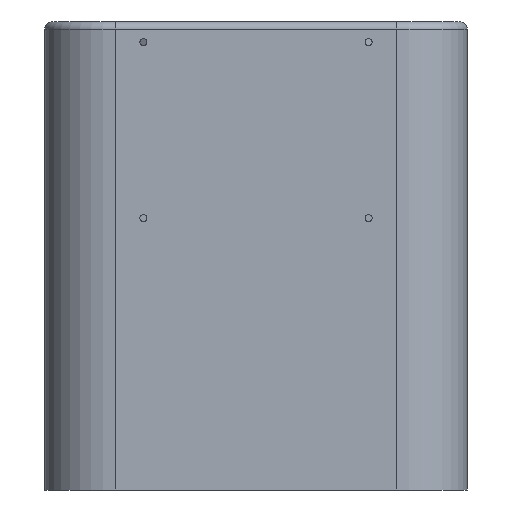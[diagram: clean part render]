
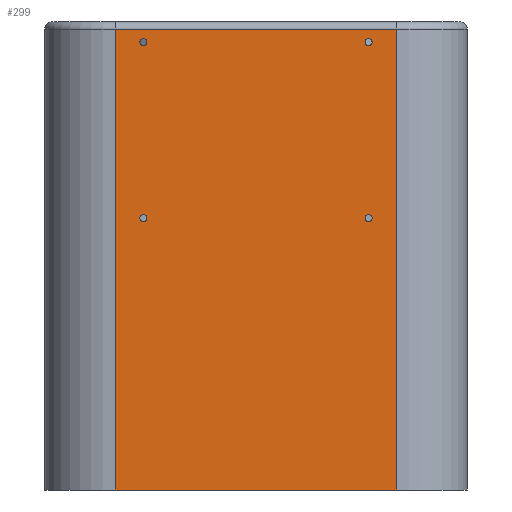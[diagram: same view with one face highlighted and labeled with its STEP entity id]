
A CAD part, front view. The second image highlights one B-rep face of the part: STEP entity #299.
In plain terms, the highlighted planar face has unit normal (0, -1, 0).
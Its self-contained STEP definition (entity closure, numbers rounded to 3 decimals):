
#43 = CARTESIAN_POINT ( 'NONE',  ( -32., -79., -2.75 ) ) ;
#162 = CIRCLE ( 'NONE', #1097, 1. ) ;
#248 = VECTOR ( 'NONE', #3325, 1000. ) ;
#299 = ADVANCED_FACE ( 'NONE', ( #1513, #2591, #1857, #554, #2546 ), #3223, .F. ) ;
#364 = EDGE_CURVE ( 'NONE', #788, #1862, #2025, .T. ) ;
#401 = CARTESIAN_POINT ( 'NONE',  ( 32., -79., -4.75 ) ) ;
#425 = ORIENTED_EDGE ( 'NONE', *, *, #438, .F. ) ;
#438 = EDGE_CURVE ( 'NONE', #3160, #3941, #2560, .T. ) ;
#462 = EDGE_CURVE ( 'NONE', #2669, #3110, #3680, .T. ) ;
#541 = EDGE_LOOP ( 'NONE', ( #1490, #857 ) ) ;
#554 = FACE_BOUND ( 'NONE', #3108, .T. ) ;
#580 = CIRCLE ( 'NONE', #1672, 1. ) ;
#630 = CARTESIAN_POINT ( 'NONE',  ( 40., -79., -131. ) ) ;
#636 = DIRECTION ( 'NONE',  ( 0., -1., 0. ) ) ;
#660 = CARTESIAN_POINT ( 'NONE',  ( 32., -79., -3.75 ) ) ;
#732 = CARTESIAN_POINT ( 'NONE',  ( -40., -79., -131. ) ) ;
#788 = VERTEX_POINT ( 'NONE', #2838 ) ;
#824 = EDGE_CURVE ( 'NONE', #2661, #3599, #2973, .T. ) ;
#839 = EDGE_CURVE ( 'NONE', #3599, #2661, #957, .T. ) ;
#857 = ORIENTED_EDGE ( 'NONE', *, *, #4226, .F. ) ;
#934 = DIRECTION ( 'NONE',  ( 0., -1., 0. ) ) ;
#949 = DIRECTION ( 'NONE',  ( 0., 0., -1. ) ) ;
#957 = CIRCLE ( 'NONE', #2620, 1. ) ;
#988 = DIRECTION ( 'NONE',  ( 1., 0., 0. ) ) ;
#1005 = DIRECTION ( 'NONE',  ( -1., 0., 0. ) ) ;
#1015 = AXIS2_PLACEMENT_3D ( 'NONE', #2646, #2283, #2301 ) ;
#1041 = ORIENTED_EDGE ( 'NONE', *, *, #4287, .F. ) ;
#1065 = AXIS2_PLACEMENT_3D ( 'NONE', #2207, #2880, #4256 ) ;
#1097 = AXIS2_PLACEMENT_3D ( 'NONE', #660, #636, #4445 ) ;
#1120 = ORIENTED_EDGE ( 'NONE', *, *, #1748, .F. ) ;
#1153 = DIRECTION ( 'NONE',  ( 0., -1., 0. ) ) ;
#1253 = DIRECTION ( 'NONE',  ( 0., -1., 0. ) ) ;
#1273 = CARTESIAN_POINT ( 'NONE',  ( 32., -79., -53.75 ) ) ;
#1349 = CARTESIAN_POINT ( 'NONE',  ( -40., -79., 0. ) ) ;
#1376 = VERTEX_POINT ( 'NONE', #401 ) ;
#1403 = VECTOR ( 'NONE', #2250, 1000. ) ;
#1420 = CARTESIAN_POINT ( 'NONE',  ( -32., -79., -3.75 ) ) ;
#1490 = ORIENTED_EDGE ( 'NONE', *, *, #3080, .F. ) ;
#1513 = FACE_BOUND ( 'NONE', #2464, .T. ) ;
#1523 = CARTESIAN_POINT ( 'NONE',  ( -32., -79., -53.75 ) ) ;
#1533 = CARTESIAN_POINT ( 'NONE',  ( -40., -79., 2. ) ) ;
#1555 = AXIS2_PLACEMENT_3D ( 'NONE', #3708, #4070, #1988 ) ;
#1557 = ORIENTED_EDGE ( 'NONE', *, *, #462, .T. ) ;
#1672 = AXIS2_PLACEMENT_3D ( 'NONE', #3334, #2266, #949 ) ;
#1738 = EDGE_LOOP ( 'NONE', ( #1120, #2371, #1776, #1557 ) ) ;
#1748 = EDGE_CURVE ( 'NONE', #788, #3110, #4071, .T. ) ;
#1776 = ORIENTED_EDGE ( 'NONE', *, *, #1914, .T. ) ;
#1795 = EDGE_CURVE ( 'NONE', #3941, #3160, #2128, .T. ) ;
#1810 = AXIS2_PLACEMENT_3D ( 'NONE', #1523, #1153, #4269 ) ;
#1857 = FACE_BOUND ( 'NONE', #541, .T. ) ;
#1862 = VERTEX_POINT ( 'NONE', #3170 ) ;
#1914 = EDGE_CURVE ( 'NONE', #1862, #2669, #2878, .T. ) ;
#1987 = AXIS2_PLACEMENT_3D ( 'NONE', #1420, #3130, #3845 ) ;
#1988 = DIRECTION ( 'NONE',  ( 0., 0., -1. ) ) ;
#1992 = VERTEX_POINT ( 'NONE', #2157 ) ;
#2025 = LINE ( 'NONE', #1349, #3920 ) ;
#2128 = CIRCLE ( 'NONE', #1987, 1. ) ;
#2149 = VERTEX_POINT ( 'NONE', #4408 ) ;
#2157 = CARTESIAN_POINT ( 'NONE',  ( -32., -79., -54.75 ) ) ;
#2207 = CARTESIAN_POINT ( 'NONE',  ( -40., -79., 2. ) ) ;
#2213 = ORIENTED_EDGE ( 'NONE', *, *, #4085, .F. ) ;
#2250 = DIRECTION ( 'NONE',  ( 0., 0., -1. ) ) ;
#2266 = DIRECTION ( 'NONE',  ( 0., -1., 0. ) ) ;
#2283 = DIRECTION ( 'NONE',  ( 0., -1., 0. ) ) ;
#2286 = EDGE_LOOP ( 'NONE', ( #2890, #425 ) ) ;
#2301 = DIRECTION ( 'NONE',  ( 0., 0., -1. ) ) ;
#2336 = CARTESIAN_POINT ( 'NONE',  ( 32., -79., -53.75 ) ) ;
#2371 = ORIENTED_EDGE ( 'NONE', *, *, #364, .T. ) ;
#2464 = EDGE_LOOP ( 'NONE', ( #1041, #2213 ) ) ;
#2480 = CARTESIAN_POINT ( 'NONE',  ( 32., -79., -52.75 ) ) ;
#2546 = FACE_OUTER_BOUND ( 'NONE', #1738, .T. ) ;
#2560 = CIRCLE ( 'NONE', #1555, 1. ) ;
#2591 = FACE_BOUND ( 'NONE', #2286, .T. ) ;
#2620 = AXIS2_PLACEMENT_3D ( 'NONE', #1273, #1253, #3636 ) ;
#2646 = CARTESIAN_POINT ( 'NONE',  ( 32., -79., -3.75 ) ) ;
#2661 = VERTEX_POINT ( 'NONE', #3119 ) ;
#2669 = VERTEX_POINT ( 'NONE', #732 ) ;
#2812 = CIRCLE ( 'NONE', #1810, 1. ) ;
#2838 = CARTESIAN_POINT ( 'NONE',  ( 40., -79., 0. ) ) ;
#2878 = LINE ( 'NONE', #1533, #1403 ) ;
#2880 = DIRECTION ( 'NONE',  ( 0., 1., 0. ) ) ;
#2890 = ORIENTED_EDGE ( 'NONE', *, *, #1795, .F. ) ;
#2973 = CIRCLE ( 'NONE', #3045, 1. ) ;
#2976 = CARTESIAN_POINT ( 'NONE',  ( 40., -79., 2. ) ) ;
#3045 = AXIS2_PLACEMENT_3D ( 'NONE', #2336, #934, #4343 ) ;
#3080 = EDGE_CURVE ( 'NONE', #1376, #2149, #162, .T. ) ;
#3108 = EDGE_LOOP ( 'NONE', ( #3580, #3432 ) ) ;
#3110 = VERTEX_POINT ( 'NONE', #4096 ) ;
#3119 = CARTESIAN_POINT ( 'NONE',  ( 32., -79., -54.75 ) ) ;
#3130 = DIRECTION ( 'NONE',  ( 0., -1., 0. ) ) ;
#3160 = VERTEX_POINT ( 'NONE', #43 ) ;
#3170 = CARTESIAN_POINT ( 'NONE',  ( -40., -79., 0. ) ) ;
#3223 = PLANE ( 'NONE',  #1065 ) ;
#3251 = CIRCLE ( 'NONE', #1015, 1. ) ;
#3325 = DIRECTION ( 'NONE',  ( 0., 0., -1. ) ) ;
#3334 = CARTESIAN_POINT ( 'NONE',  ( -32., -79., -53.75 ) ) ;
#3397 = VERTEX_POINT ( 'NONE', #3726 ) ;
#3432 = ORIENTED_EDGE ( 'NONE', *, *, #839, .F. ) ;
#3580 = ORIENTED_EDGE ( 'NONE', *, *, #824, .F. ) ;
#3599 = VERTEX_POINT ( 'NONE', #2480 ) ;
#3636 = DIRECTION ( 'NONE',  ( 0., 0., -1. ) ) ;
#3680 = LINE ( 'NONE', #630, #4059 ) ;
#3708 = CARTESIAN_POINT ( 'NONE',  ( -32., -79., -3.75 ) ) ;
#3726 = CARTESIAN_POINT ( 'NONE',  ( -32., -79., -52.75 ) ) ;
#3837 = CARTESIAN_POINT ( 'NONE',  ( -32., -79., -4.75 ) ) ;
#3845 = DIRECTION ( 'NONE',  ( 0., 0., -1. ) ) ;
#3920 = VECTOR ( 'NONE', #1005, 1000. ) ;
#3941 = VERTEX_POINT ( 'NONE', #3837 ) ;
#4059 = VECTOR ( 'NONE', #988, 1000. ) ;
#4070 = DIRECTION ( 'NONE',  ( 0., -1., 0. ) ) ;
#4071 = LINE ( 'NONE', #2976, #248 ) ;
#4085 = EDGE_CURVE ( 'NONE', #3397, #1992, #2812, .T. ) ;
#4096 = CARTESIAN_POINT ( 'NONE',  ( 40., -79., -131. ) ) ;
#4226 = EDGE_CURVE ( 'NONE', #2149, #1376, #3251, .T. ) ;
#4256 = DIRECTION ( 'NONE',  ( 0., 0., 1. ) ) ;
#4269 = DIRECTION ( 'NONE',  ( 0., 0., -1. ) ) ;
#4287 = EDGE_CURVE ( 'NONE', #1992, #3397, #580, .T. ) ;
#4343 = DIRECTION ( 'NONE',  ( 0., 0., -1. ) ) ;
#4408 = CARTESIAN_POINT ( 'NONE',  ( 32., -79., -2.75 ) ) ;
#4445 = DIRECTION ( 'NONE',  ( 0., 0., -1. ) ) ;
